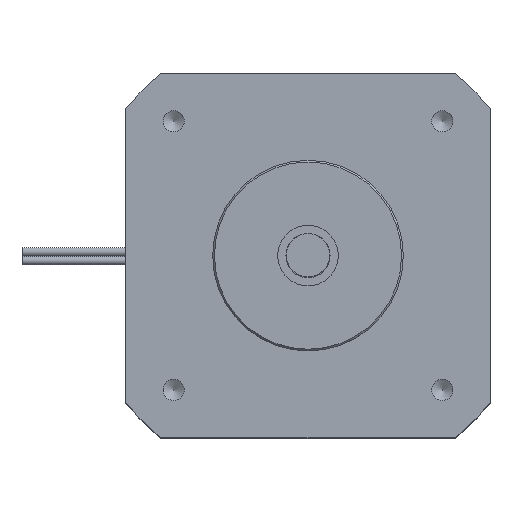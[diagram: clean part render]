
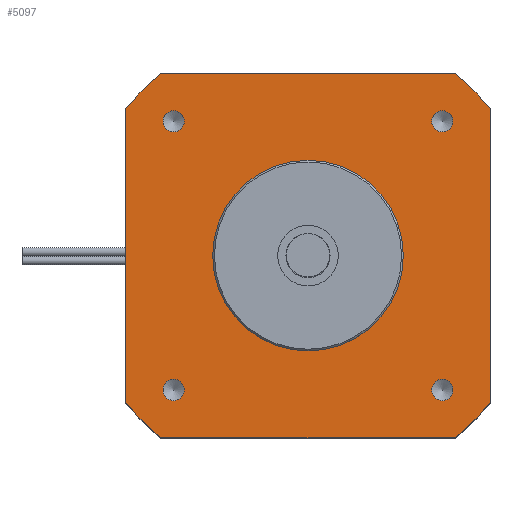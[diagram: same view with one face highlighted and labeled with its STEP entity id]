
A CAD part, top view. The second image highlights one B-rep face of the part: STEP entity #5097.
In plain terms, the highlighted planar face has unit normal (0, 0, 1).
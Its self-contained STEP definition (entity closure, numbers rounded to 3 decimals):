
#119=FACE_BOUND('',#715,.T.);
#120=FACE_BOUND('',#716,.T.);
#121=FACE_BOUND('',#717,.T.);
#122=FACE_BOUND('',#718,.T.);
#123=FACE_BOUND('',#719,.T.);
#253=PLANE('',#5467);
#421=FACE_OUTER_BOUND('',#714,.T.);
#714=EDGE_LOOP('',(#3429,#3430,#3431,#3432,#3433,#3434,#3435,#3436));
#715=EDGE_LOOP('',(#3437));
#716=EDGE_LOOP('',(#3438));
#717=EDGE_LOOP('',(#3439));
#718=EDGE_LOOP('',(#3440));
#719=EDGE_LOOP('',(#3441));
#1036=LINE('',#7754,#1351);
#1046=LINE('',#7782,#1361);
#1061=LINE('',#7867,#1376);
#1064=LINE('',#7875,#1379);
#1351=VECTOR('',#6147,10.);
#1361=VECTOR('',#6175,10.);
#1376=VECTOR('',#6274,10.);
#1379=VECTOR('',#6283,10.);
#1634=CIRCLE('',#5424,11.);
#1644=CIRCLE('',#5441,1.23);
#1647=CIRCLE('',#5446,1.23);
#1650=CIRCLE('',#5451,1.23);
#1653=CIRCLE('',#5456,1.23);
#1654=CIRCLE('',#5458,27.);
#1655=CIRCLE('',#5460,27.);
#1656=CIRCLE('',#5463,27.);
#1657=CIRCLE('',#5466,27.);
#1994=VERTEX_POINT('',#7751);
#1995=VERTEX_POINT('',#7753);
#2003=VERTEX_POINT('',#7779);
#2004=VERTEX_POINT('',#7781);
#2007=VERTEX_POINT('',#7791);
#2018=VERTEX_POINT('',#7823);
#2022=VERTEX_POINT('',#7834);
#2026=VERTEX_POINT('',#7845);
#2030=VERTEX_POINT('',#7856);
#2031=VERTEX_POINT('',#7862);
#2032=VERTEX_POINT('',#7866);
#2033=VERTEX_POINT('',#7870);
#2034=VERTEX_POINT('',#7874);
#2508=EDGE_CURVE('',#1994,#1995,#1036,.T.);
#2522=EDGE_CURVE('',#2003,#2004,#1046,.T.);
#2528=EDGE_CURVE('',#2007,#2007,#1634,.T.);
#2541=EDGE_CURVE('',#2018,#2018,#1644,.T.);
#2546=EDGE_CURVE('',#2022,#2022,#1647,.T.);
#2551=EDGE_CURVE('',#2026,#2026,#1650,.T.);
#2556=EDGE_CURVE('',#2030,#2030,#1653,.T.);
#2558=EDGE_CURVE('',#2004,#1994,#1654,.T.);
#2559=EDGE_CURVE('',#1995,#2031,#1655,.T.);
#2561=EDGE_CURVE('',#2031,#2032,#1061,.T.);
#2563=EDGE_CURVE('',#2032,#2033,#1656,.T.);
#2565=EDGE_CURVE('',#2033,#2034,#1064,.T.);
#2567=EDGE_CURVE('',#2034,#2003,#1657,.T.);
#3429=ORIENTED_EDGE('',*,*,#2522,.F.);
#3430=ORIENTED_EDGE('',*,*,#2567,.F.);
#3431=ORIENTED_EDGE('',*,*,#2565,.F.);
#3432=ORIENTED_EDGE('',*,*,#2563,.F.);
#3433=ORIENTED_EDGE('',*,*,#2561,.F.);
#3434=ORIENTED_EDGE('',*,*,#2559,.F.);
#3435=ORIENTED_EDGE('',*,*,#2508,.F.);
#3436=ORIENTED_EDGE('',*,*,#2558,.F.);
#3437=ORIENTED_EDGE('',*,*,#2541,.T.);
#3438=ORIENTED_EDGE('',*,*,#2546,.T.);
#3439=ORIENTED_EDGE('',*,*,#2551,.T.);
#3440=ORIENTED_EDGE('',*,*,#2556,.T.);
#3441=ORIENTED_EDGE('',*,*,#2528,.T.);
#5097=ADVANCED_FACE('',(#421,#119,#120,#121,#122,#123),#253,.T.);
#5424=AXIS2_PLACEMENT_3D('',#7793,#6187,#6188);
#5441=AXIS2_PLACEMENT_3D('',#7824,#6224,#6225);
#5446=AXIS2_PLACEMENT_3D('',#7835,#6236,#6237);
#5451=AXIS2_PLACEMENT_3D('',#7846,#6248,#6249);
#5456=AXIS2_PLACEMENT_3D('',#7857,#6260,#6261);
#5458=AXIS2_PLACEMENT_3D('',#7860,#6265,#6266);
#5460=AXIS2_PLACEMENT_3D('',#7863,#6269,#6270);
#5463=AXIS2_PLACEMENT_3D('',#7871,#6278,#6279);
#5466=AXIS2_PLACEMENT_3D('',#7878,#6287,#6288);
#5467=AXIS2_PLACEMENT_3D('',#7879,#6289,#6290);
#6147=DIRECTION('',(0.,-1.,0.));
#6175=DIRECTION('',(1.,0.,0.));
#6187=DIRECTION('center_axis',(0.,0.,-1.));
#6188=DIRECTION('ref_axis',(-1.,0.,0.));
#6224=DIRECTION('center_axis',(0.,0.,-1.));
#6225=DIRECTION('ref_axis',(1.,0.,0.));
#6236=DIRECTION('center_axis',(0.,0.,-1.));
#6237=DIRECTION('ref_axis',(1.,0.,0.));
#6248=DIRECTION('center_axis',(0.,0.,-1.));
#6249=DIRECTION('ref_axis',(1.,0.,0.));
#6260=DIRECTION('center_axis',(0.,0.,-1.));
#6261=DIRECTION('ref_axis',(1.,0.,0.));
#6265=DIRECTION('center_axis',(0.,0.,-1.));
#6266=DIRECTION('ref_axis',(0.778,0.629,0.));
#6269=DIRECTION('center_axis',(0.,0.,-1.));
#6270=DIRECTION('ref_axis',(0.629,-0.778,0.));
#6274=DIRECTION('',(-1.,0.,0.));
#6278=DIRECTION('center_axis',(0.,0.,-1.));
#6279=DIRECTION('ref_axis',(-0.778,-0.629,0.));
#6283=DIRECTION('',(0.,1.,0.));
#6287=DIRECTION('center_axis',(0.,0.,-1.));
#6288=DIRECTION('ref_axis',(-0.629,0.778,0.));
#6289=DIRECTION('center_axis',(0.,0.,1.));
#6290=DIRECTION('ref_axis',(1.,0.,0.));
#7751=CARTESIAN_POINT('',(21.,16.971,23.35));
#7753=CARTESIAN_POINT('',(21.,-16.971,23.35));
#7754=CARTESIAN_POINT('',(21.,-16.971,23.35));
#7779=CARTESIAN_POINT('',(-16.971,21.,23.35));
#7781=CARTESIAN_POINT('',(16.971,21.,23.35));
#7782=CARTESIAN_POINT('',(16.971,21.,23.35));
#7791=CARTESIAN_POINT('',(11.,0.,23.35));
#7793=CARTESIAN_POINT('Origin',(0.,0.,
23.35));
#7823=CARTESIAN_POINT('',(-16.73,-15.5,23.35));
#7824=CARTESIAN_POINT('Origin',(-15.5,-15.5,23.35));
#7834=CARTESIAN_POINT('',(14.271,-15.5,23.35));
#7835=CARTESIAN_POINT('Origin',(15.5,-15.5,23.35));
#7845=CARTESIAN_POINT('',(-16.73,15.5,23.35));
#7846=CARTESIAN_POINT('Origin',(-15.5,15.5,23.35));
#7856=CARTESIAN_POINT('',(14.271,15.5,23.35));
#7857=CARTESIAN_POINT('Origin',(15.5,15.5,23.35));
#7860=CARTESIAN_POINT('Origin',(0.,0.,
23.35));
#7862=CARTESIAN_POINT('',(16.971,-21.,23.35));
#7863=CARTESIAN_POINT('Origin',(0.,0.,
23.35));
#7866=CARTESIAN_POINT('',(-16.971,-21.,23.35));
#7867=CARTESIAN_POINT('',(-16.971,-21.,23.35));
#7870=CARTESIAN_POINT('',(-21.,-16.971,23.35));
#7871=CARTESIAN_POINT('Origin',(0.,0.,
23.35));
#7874=CARTESIAN_POINT('',(-21.,16.971,23.35));
#7875=CARTESIAN_POINT('',(-21.,16.971,23.35));
#7878=CARTESIAN_POINT('Origin',(0.,0.,
23.35));
#7879=CARTESIAN_POINT('Origin',(0.,0.,
23.35));
